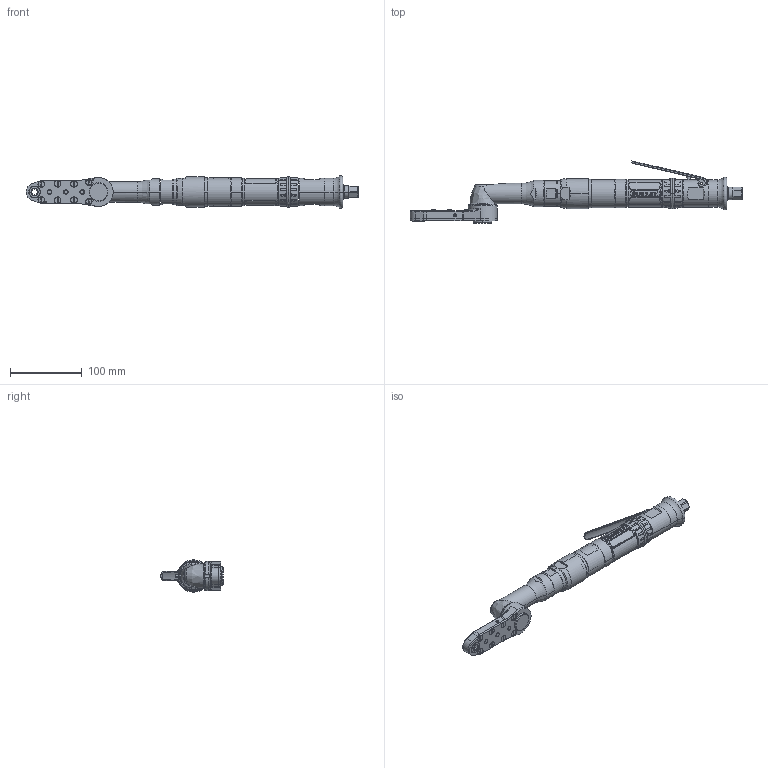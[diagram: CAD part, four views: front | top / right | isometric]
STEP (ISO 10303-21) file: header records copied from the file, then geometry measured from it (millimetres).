
FILE_DESCRIPTION((''),'2;1');
FILE_NAME('AA23LC385-17','2010-09-27T',('EJF1116'),(''),'PRO/ENGINEER BY PARAMETRIC TECHNOLOGY CORPORATION, 2005030','PRO/ENGINEER BY PARAMETRIC TECHNOLOGY CORPORATION, 2005030','');
FILE_SCHEMA(('CONFIG_CONTROL_DESIGN'));
Length unit declared in the file: inch
Products named in the file (1): AA23LC385-17
Bounding box: 464.24 x 86.9 x 45.42 mm (x, y, z)
Surface area: 117587.8 mm2 (no closed solid volume)
Topology: 0 solids, 138 shells, 698 faces, 3289 edges, 2562 vertices
Faces by surface type: cylinder 303, plane 198, bspline 84, cone 69, torus 38, extrusion 4, sphere 2
Entity records: 72890 total; most frequent: CARTESIAN_POINT 48745, ORIENTED_EDGE 4602, DIRECTION 4549, EDGE_CURVE 3287, VERTEX_POINT 2562, AXIS2_PLACEMENT_3D 1788, CIRCLE 1178, B_SPLINE_CURVE_WITH_KNOTS 1144
